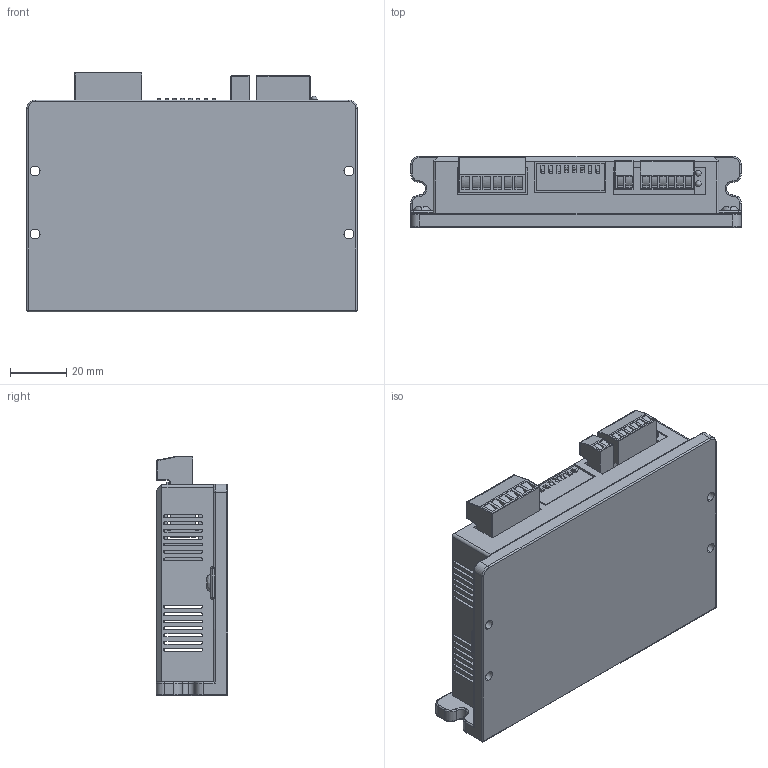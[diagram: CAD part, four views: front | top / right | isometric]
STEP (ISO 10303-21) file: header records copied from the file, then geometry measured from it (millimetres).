
FILE_DESCRIPTION (( 'STEP AP203' ), '1' );
FILE_NAME ('DM542T(V4.0).STEP', '2024-07-16T04:41:28', ( '' ), ( '' ), 'SwSTEP 2.0', 'SolidWorks 2023', '' );
FILE_SCHEMA (( 'CONFIG_CONTROL_DESIGN' ));
Length unit declared in the file: millimetre
Products named in the file (1): DM542T(V4.0)
Bounding box: 118 x 25.5 x 85.4 mm (x, y, z)
Volume: 89325.9 mm3; surface area: 51297.5 mm2
Topology: 9 solids, 9 shells, 828 faces, 2089 edges, 1317 vertices
Faces by surface type: plane 546, cylinder 199, bspline 83
Entity records: 25837 total; most frequent: CARTESIAN_POINT 6221, ORIENTED_EDGE 4124, DIRECTION 3819, EDGE_CURVE 2062, VECTOR 1483, LINE 1483, VERTEX_POINT 1317, AXIS2_PLACEMENT_3D 1168
